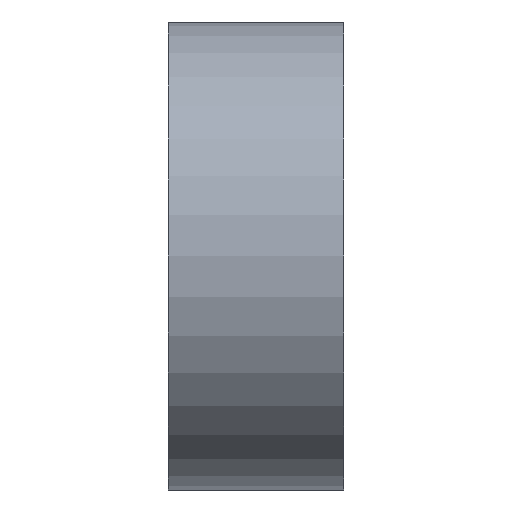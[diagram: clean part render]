
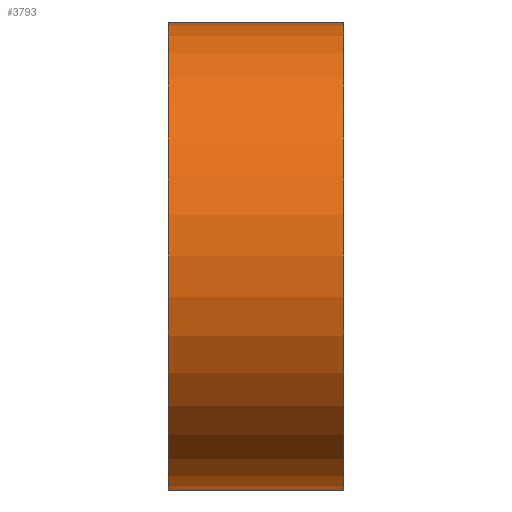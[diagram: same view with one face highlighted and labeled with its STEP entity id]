
A CAD part, left-side view. The second image highlights one B-rep face of the part: STEP entity #3793.
In plain terms, the highlighted cylindrical face has radius 6 mm (diameter 12 mm), a partial arc.
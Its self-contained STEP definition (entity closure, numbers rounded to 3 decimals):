
#13 = CIRCLE ( 'NONE', #14, 6. ) ;
#14 = AXIS2_PLACEMENT_3D ( 'NONE', #4885, #4876, #4879 ) ;
#68 = CIRCLE ( 'NONE', #69, 6. ) ;
#69 = AXIS2_PLACEMENT_3D ( 'NONE', #3374, #3379, #3395 ) ;
#85 = VECTOR ( 'NONE', #3591, 1000. ) ;
#99 = VECTOR ( 'NONE', #3526, 1000. ) ;
#305 = ORIENTED_EDGE ( 'NONE', *, *, #3302, .F. ) ;
#400 = CARTESIAN_POINT ( 'NONE',  ( 0., 0., 6. ) ) ;
#559 = CARTESIAN_POINT ( 'NONE',  ( 0., 4.5, 6. ) ) ;
#611 = CARTESIAN_POINT ( 'NONE',  ( 0., 4.5, -6. ) ) ;
#630 = CARTESIAN_POINT ( 'NONE',  ( 0., 0., -6. ) ) ;
#633 = ORIENTED_EDGE ( 'NONE', *, *, #3314, .F. ) ;
#656 = ORIENTED_EDGE ( 'NONE', *, *, #3304, .T. ) ;
#682 = ORIENTED_EDGE ( 'NONE', *, *, #3745, .T. ) ;
#907 = VERTEX_POINT ( 'NONE', #400 ) ;
#967 = VERTEX_POINT ( 'NONE', #611 ) ;
#979 = VERTEX_POINT ( 'NONE', #630 ) ;
#985 = VERTEX_POINT ( 'NONE', #559 ) ;
#1287 = EDGE_LOOP ( 'NONE', ( #682, #305, #633, #656 ) ) ;
#3084 = AXIS2_PLACEMENT_3D ( 'NONE', #5154, #5160, #5182 ) ;
#3302 = EDGE_CURVE ( 'NONE', #985, #907, #3522, .T. ) ;
#3304 = EDGE_CURVE ( 'NONE', #967, #979, #3584, .T. ) ;
#3314 = EDGE_CURVE ( 'NONE', #967, #985, #68, .T. ) ;
#3374 = CARTESIAN_POINT ( 'NONE',  ( 0., 4.5, 0. ) ) ;
#3379 = DIRECTION ( 'NONE',  ( 0., 1., 0. ) ) ;
#3395 = DIRECTION ( 'NONE',  ( 0., 0., 1. ) ) ;
#3522 = LINE ( 'NONE', #3539, #99 ) ;
#3526 = DIRECTION ( 'NONE',  ( 0., -1., 0. ) ) ;
#3539 = CARTESIAN_POINT ( 'NONE',  ( 0., 4.5, 6. ) ) ;
#3581 = CARTESIAN_POINT ( 'NONE',  ( 0., 4.5, -6. ) ) ;
#3584 = LINE ( 'NONE', #3581, #85 ) ;
#3591 = DIRECTION ( 'NONE',  ( 0., -1., 0. ) ) ;
#3745 = EDGE_CURVE ( 'NONE', #979, #907, #13, .T. ) ;
#3793 = ADVANCED_FACE ( 'NONE', ( #5158 ), #5138, .T. ) ;
#4876 = DIRECTION ( 'NONE',  ( 0., 1., 0. ) ) ;
#4879 = DIRECTION ( 'NONE',  ( 0., 0., 1. ) ) ;
#4885 = CARTESIAN_POINT ( 'NONE',  ( 0., 0., 0. ) ) ;
#5138 = CYLINDRICAL_SURFACE ( 'NONE', #3084, 6. ) ;
#5154 = CARTESIAN_POINT ( 'NONE',  ( 0., 4.5, 0. ) ) ;
#5158 = FACE_OUTER_BOUND ( 'NONE', #1287, .T. ) ;
#5160 = DIRECTION ( 'NONE',  ( 0., -1., 0. ) ) ;
#5182 = DIRECTION ( 'NONE',  ( 0., 0., -1. ) ) ;
